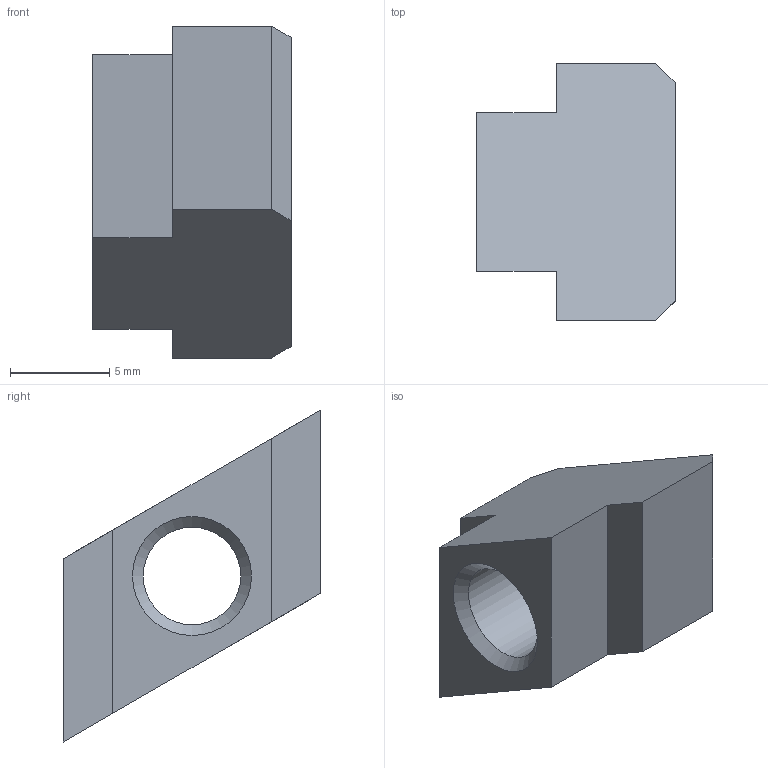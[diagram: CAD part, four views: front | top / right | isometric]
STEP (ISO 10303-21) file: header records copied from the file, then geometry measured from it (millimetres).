
FILE_DESCRIPTION(/* description */ ('Alibre Inc.'),/* implementation_level */ '2;1');
FILE_NAME(/* name */ 'export-B44E7E0B-0944-4E71-B3A8-C0D6EC119502',/* time_stamp */ '2023-03-27T13:31:23+02:00',/* author */ (''),/* organization */ (''),/* preprocessor_version */ 'ST-DEVELOPER v17',/* originating_system */ 'Alibre',/* authorisation */ '');
FILE_SCHEMA (('AUTOMOTIVE_DESIGN'));
Length unit declared in the file: millimetre
Products named in the file (1): Rhombus T-Nut GN 508.1-8-M6
Bounding box: 10 x 13 x 16.74 mm (x, y, z)
Volume: 812.2 mm3; surface area: 773.3 mm2
Topology: 1 solids, 1 shells, 15 faces, 40 edges, 27 vertices
Faces by surface type: plane 12, cone 2, cylinder 1
Full cylindrical faces by diameter (mm): 4.917 x1
Entity records: 471 total; most frequent: CARTESIAN_POINT 81, ORIENTED_EDGE 80, DIRECTION 63, EDGE_CURVE 40, VECTOR 33, LINE 33, VERTEX_POINT 27, AXIS2_PLACEMENT_3D 21
